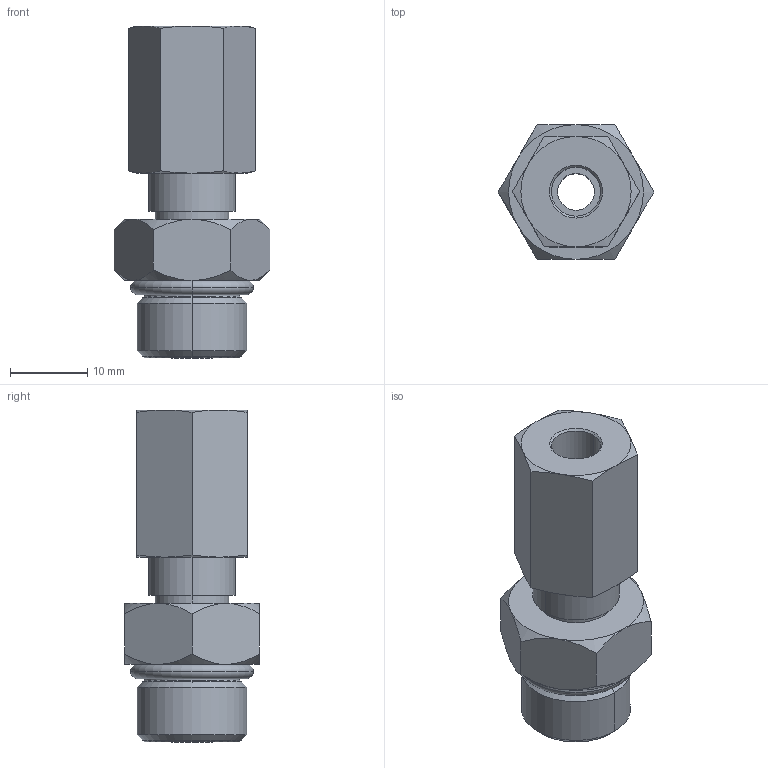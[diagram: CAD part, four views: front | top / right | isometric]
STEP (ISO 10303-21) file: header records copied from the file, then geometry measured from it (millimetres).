
FILE_DESCRIPTION((''),'2;1');
FILE_NAME('ILC30000146','2022-09-26T11:18:08',('rkuestersteffen'),(''),'CREO PARAMETRIC BY PTC INC, 2021164','CREO PARAMETRIC BY PTC INC, 2021164','');
FILE_SCHEMA(('AUTOMOTIVE_DESIGN { 1 0 10303 214 1 1 1 1 }'));
Length unit declared in the file: inch
Products named in the file (1): ILC30000146
Bounding box: 20.15 x 17.45 x 42.98 mm (x, y, z)
Volume: 6542.4 mm3; surface area: 4029.3 mm2
Topology: 2 solids, 3 shells, 69 faces, 152 edges, 90 vertices
Faces by surface type: cone 32, plane 19, cylinder 14, torus 4
Entity records: 2746 total; most frequent: CARTESIAN_POINT 605, DIRECTION 337, ORIENTED_EDGE 296, PRESENTATION_STYLE_ASSIGNMENT 162, STYLED_ITEM 158, CURVE_STYLE 155, EDGE_CURVE 152, AXIS2_PLACEMENT_3D 149
